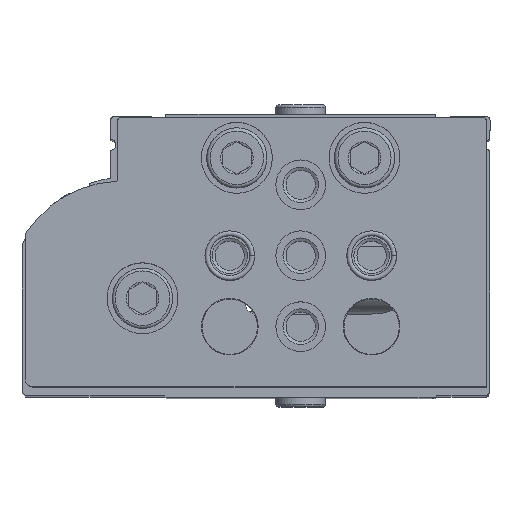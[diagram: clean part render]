
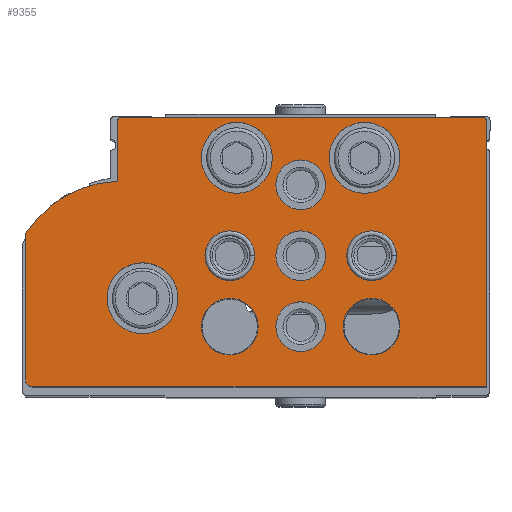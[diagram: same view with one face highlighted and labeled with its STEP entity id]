
A CAD part, top view. The second image highlights one B-rep face of the part: STEP entity #9355.
In plain terms, the highlighted face is planar.
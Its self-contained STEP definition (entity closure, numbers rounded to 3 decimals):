
#947=LINE('',#15734,#1672);
#949=LINE('',#15738,#1674);
#952=LINE('',#15746,#1677);
#957=LINE('',#15762,#1682);
#960=LINE('',#15770,#1685);
#1672=VECTOR('',#12795,1000.);
#1674=VECTOR('',#12799,1000.);
#1677=VECTOR('',#12808,1000.);
#1682=VECTOR('',#12827,1000.);
#1685=VECTOR('',#12836,1000.);
#3616=ORIENTED_EDGE('',*,*,#5275,.T.);
#3617=ORIENTED_EDGE('',*,*,#5276,.T.);
#3618=ORIENTED_EDGE('',*,*,#5277,.T.);
#3619=ORIENTED_EDGE('',*,*,#5278,.T.);
#3620=ORIENTED_EDGE('',*,*,#5279,.T.);
#3621=ORIENTED_EDGE('',*,*,#5280,.T.);
#3622=ORIENTED_EDGE('',*,*,#5281,.T.);
#3623=ORIENTED_EDGE('',*,*,#5282,.T.);
#3624=ORIENTED_EDGE('',*,*,#5283,.T.);
#3625=ORIENTED_EDGE('',*,*,#5284,.T.);
#3626=ORIENTED_EDGE('',*,*,#5252,.F.);
#3627=ORIENTED_EDGE('',*,*,#5273,.F.);
#3628=ORIENTED_EDGE('',*,*,#5271,.F.);
#3629=ORIENTED_EDGE('',*,*,#5269,.F.);
#3630=ORIENTED_EDGE('',*,*,#5267,.T.);
#3631=ORIENTED_EDGE('',*,*,#5265,.F.);
#3632=ORIENTED_EDGE('',*,*,#5263,.F.);
#3633=ORIENTED_EDGE('',*,*,#5261,.F.);
#3634=ORIENTED_EDGE('',*,*,#5259,.F.);
#3635=ORIENTED_EDGE('',*,*,#5257,.F.);
#3636=ORIENTED_EDGE('',*,*,#5255,.F.);
#5252=EDGE_CURVE('',#6267,#6268,#6843,.T.);
#5255=EDGE_CURVE('',#6268,#6269,#947,.T.);
#5257=EDGE_CURVE('',#6269,#6270,#949,.T.);
#5259=EDGE_CURVE('',#6270,#6271,#6844,.T.);
#5261=EDGE_CURVE('',#6271,#6272,#952,.T.);
#5263=EDGE_CURVE('',#6272,#6273,#6845,.T.);
#5265=EDGE_CURVE('',#6273,#6274,#6846,.T.);
#5267=EDGE_CURVE('',#6275,#6274,#6847,.T.);
#5269=EDGE_CURVE('',#6275,#6276,#957,.T.);
#5271=EDGE_CURVE('',#6276,#6277,#6848,.T.);
#5273=EDGE_CURVE('',#6277,#6267,#960,.T.);
#5275=EDGE_CURVE('',#6278,#6278,#6849,.T.);
#5276=EDGE_CURVE('',#6279,#6279,#6850,.T.);
#5277=EDGE_CURVE('',#6280,#6280,#6851,.T.);
#5278=EDGE_CURVE('',#6281,#6281,#6852,.T.);
#5279=EDGE_CURVE('',#6282,#6282,#6853,.T.);
#5280=EDGE_CURVE('',#6283,#6283,#6854,.T.);
#5281=EDGE_CURVE('',#6284,#6284,#6855,.T.);
#5282=EDGE_CURVE('',#6285,#6285,#6856,.T.);
#5283=EDGE_CURVE('',#6286,#6286,#6857,.T.);
#5284=EDGE_CURVE('',#6287,#6287,#6858,.T.);
#6267=VERTEX_POINT('',#15729);
#6268=VERTEX_POINT('',#15730);
#6269=VERTEX_POINT('',#15735);
#6270=VERTEX_POINT('',#15739);
#6271=VERTEX_POINT('',#15743);
#6272=VERTEX_POINT('',#15747);
#6273=VERTEX_POINT('',#15751);
#6274=VERTEX_POINT('',#15755);
#6275=VERTEX_POINT('',#15759);
#6276=VERTEX_POINT('',#15763);
#6277=VERTEX_POINT('',#15767);
#6278=VERTEX_POINT('',#15774);
#6279=VERTEX_POINT('',#15776);
#6280=VERTEX_POINT('',#15778);
#6281=VERTEX_POINT('',#15780);
#6282=VERTEX_POINT('',#15782);
#6283=VERTEX_POINT('',#15784);
#6284=VERTEX_POINT('',#15786);
#6285=VERTEX_POINT('',#15788);
#6286=VERTEX_POINT('',#15790);
#6287=VERTEX_POINT('',#15792);
#6843=CIRCLE('',#10527,0.5);
#6844=CIRCLE('',#10531,1.);
#6845=CIRCLE('',#10534,1.);
#6846=CIRCLE('',#10536,16.);
#6847=CIRCLE('',#10538,0.3);
#6848=CIRCLE('',#10541,0.5);
#6849=CIRCLE('',#10544,5.);
#6850=CIRCLE('',#10545,5.);
#6851=CIRCLE('',#10546,5.);
#6852=CIRCLE('',#10547,3.5);
#6853=CIRCLE('',#10548,3.5);
#6854=CIRCLE('',#10549,3.5);
#6855=CIRCLE('',#10550,3.5);
#6856=CIRCLE('',#10551,3.5);
#6857=CIRCLE('',#10552,4.);
#6858=CIRCLE('',#10553,4.);
#7496=EDGE_LOOP('',(#3616));
#7497=EDGE_LOOP('',(#3617));
#7498=EDGE_LOOP('',(#3618));
#7499=EDGE_LOOP('',(#3619));
#7500=EDGE_LOOP('',(#3620));
#7501=EDGE_LOOP('',(#3621));
#7502=EDGE_LOOP('',(#3622));
#7503=EDGE_LOOP('',(#3623));
#7504=EDGE_LOOP('',(#3624));
#7505=EDGE_LOOP('',(#3625));
#7506=EDGE_LOOP('',(#3626,#3627,#3628,#3629,#3630,#3631,#3632,#3633,#3634,
#3635,#3636));
#8343=FACE_BOUND('',#7496,.T.);
#8344=FACE_BOUND('',#7497,.T.);
#8345=FACE_BOUND('',#7498,.T.);
#8346=FACE_BOUND('',#7499,.T.);
#8347=FACE_BOUND('',#7500,.T.);
#8348=FACE_BOUND('',#7501,.T.);
#8349=FACE_BOUND('',#7502,.T.);
#8350=FACE_BOUND('',#7503,.T.);
#8351=FACE_BOUND('',#7504,.T.);
#8352=FACE_BOUND('',#7505,.T.);
#8353=FACE_BOUND('',#7506,.T.);
#8872=PLANE('',#10543);
#9355=ADVANCED_FACE('',(#8343,#8344,#8345,#8346,#8347,#8348,#8349,#8350,
#8351,#8352,#8353),#8872,.F.);
#10527=AXIS2_PLACEMENT_3D('',#15728,#12789,#12790);
#10531=AXIS2_PLACEMENT_3D('',#15742,#12803,#12804);
#10534=AXIS2_PLACEMENT_3D('',#15750,#12812,#12813);
#10536=AXIS2_PLACEMENT_3D('',#15754,#12817,#12818);
#10538=AXIS2_PLACEMENT_3D('',#15758,#12822,#12823);
#10541=AXIS2_PLACEMENT_3D('',#15766,#12831,#12832);
#10543=AXIS2_PLACEMENT_3D('',#15772,#12838,#12839);
#10544=AXIS2_PLACEMENT_3D('',#15773,#12840,#12841);
#10545=AXIS2_PLACEMENT_3D('',#15775,#12842,#12843);
#10546=AXIS2_PLACEMENT_3D('',#15777,#12844,#12845);
#10547=AXIS2_PLACEMENT_3D('',#15779,#12846,#12847);
#10548=AXIS2_PLACEMENT_3D('',#15781,#12848,#12849);
#10549=AXIS2_PLACEMENT_3D('',#15783,#12850,#12851);
#10550=AXIS2_PLACEMENT_3D('',#15785,#12852,#12853);
#10551=AXIS2_PLACEMENT_3D('',#15787,#12854,#12855);
#10552=AXIS2_PLACEMENT_3D('',#15789,#12856,#12857);
#10553=AXIS2_PLACEMENT_3D('',#15791,#12858,#12859);
#12789=DIRECTION('',(0.,0.,1.));
#12790=DIRECTION('',(1.,0.,0.));
#12795=DIRECTION('',(0.,-1.,0.));
#12799=DIRECTION('',(1.,0.,0.));
#12803=DIRECTION('',(0.,0.,1.));
#12804=DIRECTION('',(1.,0.,0.));
#12808=DIRECTION('',(0.,1.,0.));
#12812=DIRECTION('',(0.,0.,1.));
#12813=DIRECTION('',(1.,0.,0.));
#12817=DIRECTION('',(0.,0.,1.));
#12818=DIRECTION('',(1.,0.,0.));
#12822=DIRECTION('',(0.,0.,1.));
#12823=DIRECTION('',(1.,0.,0.));
#12827=DIRECTION('',(0.,1.,0.));
#12831=DIRECTION('',(0.,0.,1.));
#12832=DIRECTION('',(1.,0.,0.));
#12836=DIRECTION('',(-1.,0.,0.));
#12838=DIRECTION('',(0.,0.,1.));
#12839=DIRECTION('',(1.,0.,0.));
#12840=DIRECTION('',(0.,0.,1.));
#12841=DIRECTION('',(1.,0.,0.));
#12842=DIRECTION('',(0.,0.,1.));
#12843=DIRECTION('',(1.,0.,0.));
#12844=DIRECTION('',(0.,0.,1.));
#12845=DIRECTION('',(1.,0.,0.));
#12846=DIRECTION('',(0.,0.,1.));
#12847=DIRECTION('',(1.,0.,0.));
#12848=DIRECTION('',(0.,0.,1.));
#12849=DIRECTION('',(1.,0.,0.));
#12850=DIRECTION('',(0.,0.,1.));
#12851=DIRECTION('',(1.,0.,0.));
#12852=DIRECTION('',(0.,0.,1.));
#12853=DIRECTION('',(1.,0.,0.));
#12854=DIRECTION('',(0.,0.,1.));
#12855=DIRECTION('',(1.,0.,0.));
#12856=DIRECTION('',(0.,0.,1.));
#12857=DIRECTION('',(1.,0.,0.));
#12858=DIRECTION('',(0.,0.,1.));
#12859=DIRECTION('',(1.,0.,0.));
#15728=CARTESIAN_POINT('',(0.5,37.5,0.));
#15729=CARTESIAN_POINT('',(0.5,38.,0.));
#15730=CARTESIAN_POINT('',(0.,37.5,0.));
#15734=CARTESIAN_POINT('',(0.,37.5,0.));
#15735=CARTESIAN_POINT('',(0.,0.,0.));
#15738=CARTESIAN_POINT('',(0.,0.,0.));
#15739=CARTESIAN_POINT('',(64.,0.,0.));
#15742=CARTESIAN_POINT('',(64.,1.,0.));
#15743=CARTESIAN_POINT('',(65.,1.,0.));
#15746=CARTESIAN_POINT('',(65.,1.,0.));
#15747=CARTESIAN_POINT('',(65.,21.292,0.));
#15750=CARTESIAN_POINT('',(64.,21.292,0.));
#15751=CARTESIAN_POINT('',(64.833,21.844,0.));
#15754=CARTESIAN_POINT('',(51.5,13.,0.));
#15755=CARTESIAN_POINT('',(52.285,28.981,0.));
#15758=CARTESIAN_POINT('',(52.3,29.28,0.));
#15759=CARTESIAN_POINT('',(52.,29.28,0.));
#15762=CARTESIAN_POINT('',(52.,29.28,0.));
#15763=CARTESIAN_POINT('',(52.,37.5,0.));
#15766=CARTESIAN_POINT('',(51.5,37.5,0.));
#15767=CARTESIAN_POINT('',(51.5,38.,0.));
#15770=CARTESIAN_POINT('',(51.5,38.,0.));
#15772=CARTESIAN_POINT('',(0.5,37.5,0.));
#15773=CARTESIAN_POINT('',(48.5,12.5,0.));
#15774=CARTESIAN_POINT('',(53.5,12.5,0.));
#15775=CARTESIAN_POINT('',(35.2,32.3,0.));
#15776=CARTESIAN_POINT('',(40.2,32.3,0.));
#15777=CARTESIAN_POINT('',(17.2,32.3,0.));
#15778=CARTESIAN_POINT('',(22.2,32.3,0.));
#15779=CARTESIAN_POINT('',(26.2,28.5,0.));
#15780=CARTESIAN_POINT('',(29.7,28.5,0.));
#15781=CARTESIAN_POINT('',(36.2,18.5,0.));
#15782=CARTESIAN_POINT('',(39.7,18.5,0.));
#15783=CARTESIAN_POINT('',(26.2,18.5,0.));
#15784=CARTESIAN_POINT('',(29.7,18.5,0.));
#15785=CARTESIAN_POINT('',(16.2,18.5,0.));
#15786=CARTESIAN_POINT('',(19.7,18.5,0.));
#15787=CARTESIAN_POINT('',(26.2,8.5,0.));
#15788=CARTESIAN_POINT('',(29.7,8.5,0.));
#15789=CARTESIAN_POINT('',(36.2,8.5,0.));
#15790=CARTESIAN_POINT('',(40.2,8.5,0.));
#15791=CARTESIAN_POINT('',(16.2,8.5,0.));
#15792=CARTESIAN_POINT('',(20.2,8.5,0.));
